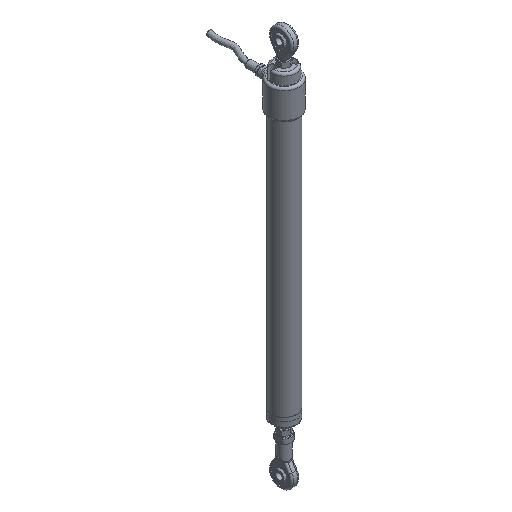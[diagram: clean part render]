
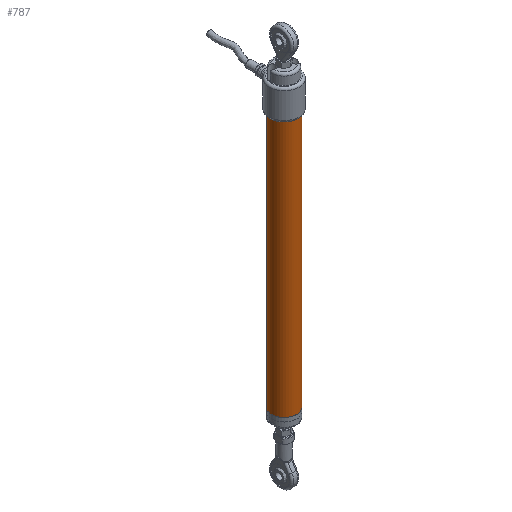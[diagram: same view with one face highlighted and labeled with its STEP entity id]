
A CAD part, isometric view. The second image highlights one B-rep face of the part: STEP entity #787.
In plain terms, the highlighted cylindrical face has radius 9.5 mm (diameter 19 mm), a full revolution.
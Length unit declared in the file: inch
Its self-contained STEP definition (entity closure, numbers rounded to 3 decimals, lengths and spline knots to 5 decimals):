
#95 = AXIS2_PLACEMENT_3D ( 'NONE', #17855, #538, #8956 ) ;
#538 = DIRECTION ( 'NONE',  ( 0., 0., 1. ) ) ;
#787 = ADVANCED_FACE ( 'NONE', ( #17404, #1686 ), #18896, .T. ) ;
#1686 = FACE_OUTER_BOUND ( 'NONE', #8637, .T. ) ;
#3182 = CARTESIAN_POINT ( 'NONE',  ( 0.37402, 0., 0. ) ) ;
#3185 = AXIS2_PLACEMENT_3D ( 'NONE', #8750, #3302, #15705 ) ;
#3302 = DIRECTION ( 'NONE',  ( 0., 0., 1. ) ) ;
#6062 = AXIS2_PLACEMENT_3D ( 'NONE', #8743, #15453, #8281 ) ;
#6570 = ORIENTED_EDGE ( 'NONE', *, *, #14200, .F. ) ;
#6738 = EDGE_CURVE ( 'NONE', #14083, #14083, #19741, .T. ) ;
#8114 = ORIENTED_EDGE ( 'NONE', *, *, #6738, .T. ) ;
#8281 = DIRECTION ( 'NONE',  ( 1., 0., 0. ) ) ;
#8637 = EDGE_LOOP ( 'NONE', ( #6570 ) ) ;
#8743 = CARTESIAN_POINT ( 'NONE',  ( 0., 0., 0. ) ) ;
#8750 = CARTESIAN_POINT ( 'NONE',  ( 0., 0., -8.22835 ) ) ;
#8956 = DIRECTION ( 'NONE',  ( 1., 0., 0. ) ) ;
#11802 = VERTEX_POINT ( 'NONE', #3182 ) ;
#14083 = VERTEX_POINT ( 'NONE', #15712 ) ;
#14200 = EDGE_CURVE ( 'NONE', #11802, #11802, #20635, .T. ) ;
#15453 = DIRECTION ( 'NONE',  ( 0., 0., 1. ) ) ;
#15705 = DIRECTION ( 'NONE',  ( 1., 0., 0. ) ) ;
#15712 = CARTESIAN_POINT ( 'NONE',  ( 0.37402, 0., -8.22835 ) ) ;
#17404 = FACE_OUTER_BOUND ( 'NONE', #19974, .T. ) ;
#17855 = CARTESIAN_POINT ( 'NONE',  ( 0., 0., -8.22835 ) ) ;
#18896 = CYLINDRICAL_SURFACE ( 'NONE', #3185, 0.37402 ) ;
#19741 = CIRCLE ( 'NONE', #95, 0.37402 ) ;
#19974 = EDGE_LOOP ( 'NONE', ( #8114 ) ) ;
#20635 = CIRCLE ( 'NONE', #6062, 0.37402 ) ;
